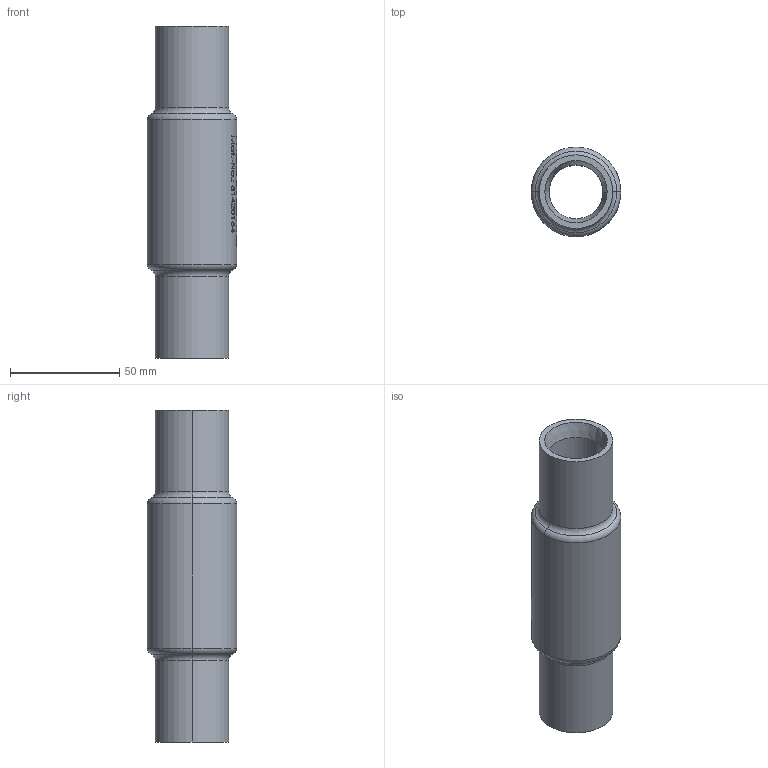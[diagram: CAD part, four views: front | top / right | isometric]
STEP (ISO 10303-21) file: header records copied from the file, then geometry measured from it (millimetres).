
FILE_DESCRIPTION (( 'STEP AP214' ), '1' );
FILE_NAME ('7110000_DN025_ PN25_51420164.STEP', '2022-02-25T10:09:04', ( 'axxx' ), ( 'Hewlett-Packard Company' ), 'SwSTEP 2.0', 'SolidWorks 2019', '' );
FILE_SCHEMA (( 'AUTOMOTIVE_DESIGN' ));
Length unit declared in the file: millimetre
Products named in the file (1): 7110000_DN025_ PN25_51420164
Bounding box: 41 x 41 x 152 mm (x, y, z)
Volume: 91687.9 mm3; surface area: 33319.3 mm2
Topology: 1 solids, 1 shells, 515 faces, 1388 edges, 920 vertices
Faces by surface type: plane 258, bspline 207, cylinder 38, torus 8, cone 4
Entity records: 27774 total; most frequent: CARTESIAN_POINT 16357, ORIENTED_EDGE 2776, DIRECTION 1616, EDGE_CURVE 1388, VERTEX_POINT 920, VECTOR 772, LINE 772, EDGE_LOOP 562
